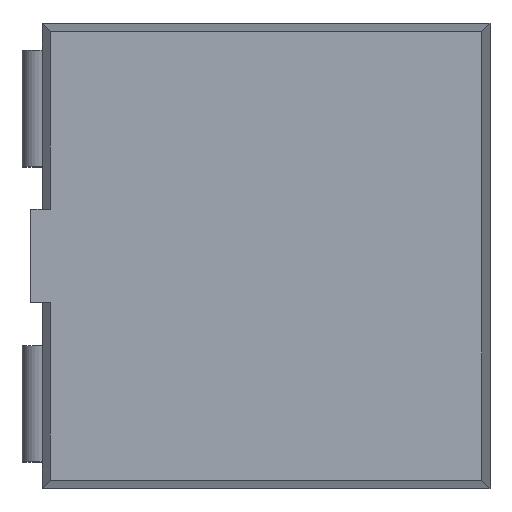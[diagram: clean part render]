
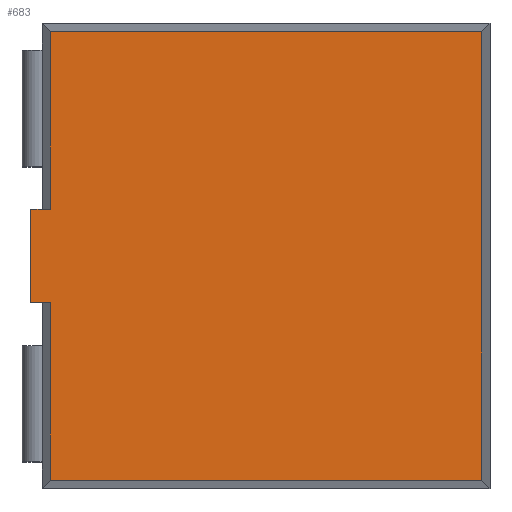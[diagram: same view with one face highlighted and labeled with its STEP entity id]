
A CAD part, top view. The second image highlights one B-rep face of the part: STEP entity #683.
In plain terms, the highlighted planar face has unit normal (0, 0, 1).
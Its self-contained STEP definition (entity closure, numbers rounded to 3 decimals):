
#3 = EDGE_LOOP ( 'NONE', ( #2826, #2827, #2828, #2823, #2829, #2830, #2831, #2832 ) ) ;
#35 = PLANE ( 'NONE',  #2605 ) ;
#36 = CARTESIAN_POINT ( 'NONE',  ( -2.025, -1.93, 1.55 ) ) ;
#37 = DIRECTION ( 'NONE',  ( 0., 0., 1. ) ) ;
#38 = DIRECTION ( 'NONE',  ( 0., 1., 0. ) ) ;
#89 = CARTESIAN_POINT ( 'NONE',  ( -2.025, 0.4, 1.55 ) ) ;
#344 = FACE_OUTER_BOUND ( 'NONE', #3, .T. ) ;
#516 = VERTEX_POINT ( 'NONE', #89 ) ;
#683 = ADVANCED_FACE ( 'NONE', ( #344 ), #35, .T. ) ;
#693 = EDGE_CURVE ( 'NONE', #2821, #2822, #1284, .T. ) ;
#697 = EDGE_CURVE ( 'NONE', #2819, #2820, #1288, .T. ) ;
#699 = EDGE_CURVE ( 'NONE', #2822, #2816, #1290, .T. ) ;
#700 = EDGE_CURVE ( 'NONE', #2820, #2821, #1291, .T. ) ;
#701 = EDGE_CURVE ( 'NONE', #2817, #2818, #1292, .T. ) ;
#704 = EDGE_CURVE ( 'NONE', #2818, #2819, #1295, .T. ) ;
#705 = EDGE_CURVE ( 'NONE', #516, #2817, #1296, .T. ) ;
#711 = EDGE_CURVE ( 'NONE', #2816, #516, #1302, .T. ) ;
#1284 = LINE ( 'NONE', #1358, #2598 ) ;
#1288 = LINE ( 'NONE', #1372, #2595 ) ;
#1290 = LINE ( 'NONE', #1376, #2594 ) ;
#1291 = LINE ( 'NONE', #1378, #2590 ) ;
#1292 = LINE ( 'NONE', #1380, #2591 ) ;
#1295 = LINE ( 'NONE', #1386, #2589 ) ;
#1296 = LINE ( 'NONE', #1388, #2588 ) ;
#1302 = LINE ( 'NONE', #1400, #2581 ) ;
#1358 = CARTESIAN_POINT ( 'NONE',  ( -0.05, 1.93, 1.55 ) ) ;
#1359 = DIRECTION ( 'NONE',  ( -1., 0., 0. ) ) ;
#1372 = CARTESIAN_POINT ( 'NONE',  ( -1.975, -1.93, 1.55 ) ) ;
#1373 = DIRECTION ( 'NONE',  ( 1., 0., 0. ) ) ;
#1376 = CARTESIAN_POINT ( 'NONE',  ( -1.855, 0.035, 1.55 ) ) ;
#1377 = DIRECTION ( 'NONE',  ( 0., -1., 0. ) ) ;
#1378 = CARTESIAN_POINT ( 'NONE',  ( 1.855, -1.965, 1.55 ) ) ;
#1379 = DIRECTION ( 'NONE',  ( 0., 1., 0. ) ) ;
#1380 = CARTESIAN_POINT ( 'NONE',  ( -1.94, -0.4, 1.55 ) ) ;
#1381 = DIRECTION ( 'NONE',  ( 1., 0., 0. ) ) ;
#1386 = CARTESIAN_POINT ( 'NONE',  ( -1.855, -1.165, 1.55 ) ) ;
#1387 = DIRECTION ( 'NONE',  ( 0., -1., 0. ) ) ;
#1388 = CARTESIAN_POINT ( 'NONE',  ( -2.025, -1.165, 1.55 ) ) ;
#1389 = DIRECTION ( 'NONE',  ( 0., -1., 0. ) ) ;
#1400 = CARTESIAN_POINT ( 'NONE',  ( -1.94, 0.4, 1.55 ) ) ;
#1401 = DIRECTION ( 'NONE',  ( -1., 0., 0. ) ) ;
#2432 = CARTESIAN_POINT ( 'NONE',  ( -1.855, 0.4, 1.55 ) ) ;
#2433 = CARTESIAN_POINT ( 'NONE',  ( -2.025, -0.4, 1.55 ) ) ;
#2434 = CARTESIAN_POINT ( 'NONE',  ( -1.855, -0.4, 1.55 ) ) ;
#2435 = CARTESIAN_POINT ( 'NONE',  ( -1.855, -1.93, 1.55 ) ) ;
#2436 = CARTESIAN_POINT ( 'NONE',  ( 1.855, -1.93, 1.55 ) ) ;
#2437 = CARTESIAN_POINT ( 'NONE',  ( 1.855, 1.93, 1.55 ) ) ;
#2438 = CARTESIAN_POINT ( 'NONE',  ( -1.855, 1.93, 1.55 ) ) ;
#2581 = VECTOR ( 'NONE', #1401, 1000. ) ;
#2588 = VECTOR ( 'NONE', #1389, 1000. ) ;
#2589 = VECTOR ( 'NONE', #1387, 1000. ) ;
#2590 = VECTOR ( 'NONE', #1379, 1000. ) ;
#2591 = VECTOR ( 'NONE', #1381, 1000. ) ;
#2594 = VECTOR ( 'NONE', #1377, 1000. ) ;
#2595 = VECTOR ( 'NONE', #1373, 1000. ) ;
#2598 = VECTOR ( 'NONE', #1359, 1000. ) ;
#2605 = AXIS2_PLACEMENT_3D ( 'NONE', #36, #37, #38 ) ;
#2816 = VERTEX_POINT ( 'NONE', #2432 ) ;
#2817 = VERTEX_POINT ( 'NONE', #2433 ) ;
#2818 = VERTEX_POINT ( 'NONE', #2434 ) ;
#2819 = VERTEX_POINT ( 'NONE', #2435 ) ;
#2820 = VERTEX_POINT ( 'NONE', #2436 ) ;
#2821 = VERTEX_POINT ( 'NONE', #2437 ) ;
#2822 = VERTEX_POINT ( 'NONE', #2438 ) ;
#2823 = ORIENTED_EDGE ( 'NONE', *, *, #705, .T. ) ;
#2826 = ORIENTED_EDGE ( 'NONE', *, *, #693, .T. ) ;
#2827 = ORIENTED_EDGE ( 'NONE', *, *, #699, .T. ) ;
#2828 = ORIENTED_EDGE ( 'NONE', *, *, #711, .T. ) ;
#2829 = ORIENTED_EDGE ( 'NONE', *, *, #701, .T. ) ;
#2830 = ORIENTED_EDGE ( 'NONE', *, *, #704, .T. ) ;
#2831 = ORIENTED_EDGE ( 'NONE', *, *, #697, .T. ) ;
#2832 = ORIENTED_EDGE ( 'NONE', *, *, #700, .T. ) ;
